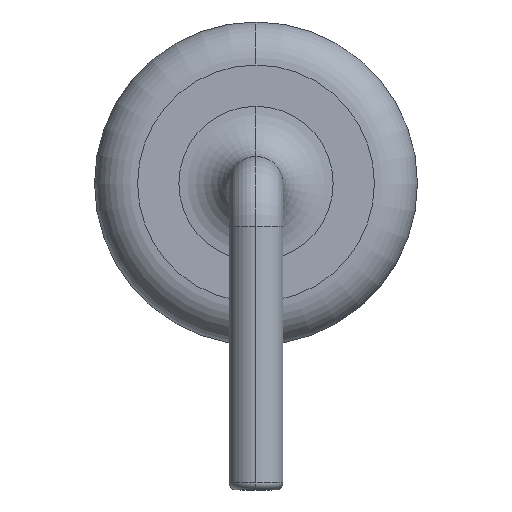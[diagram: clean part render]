
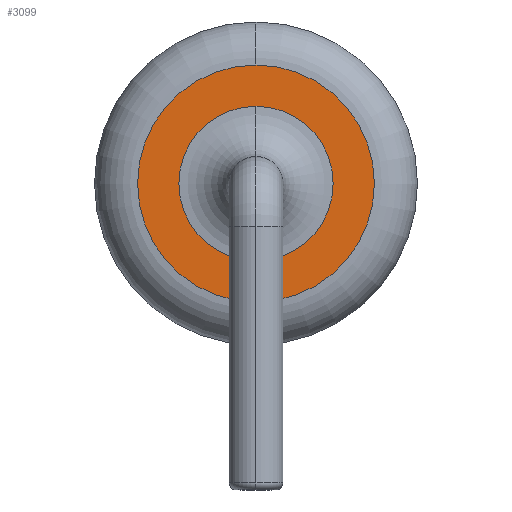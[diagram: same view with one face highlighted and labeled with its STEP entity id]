
A CAD part, left-side view. The second image highlights one B-rep face of the part: STEP entity #3099.
In plain terms, the highlighted planar face has unit normal (-1, 0, 0).
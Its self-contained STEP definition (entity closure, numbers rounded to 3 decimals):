
#285 = ORIENTED_EDGE ( 'NONE', *, *, #7822, .T. ) ;
#788 = CARTESIAN_POINT ( 'NONE',  ( -5.5, 0., 2.27 ) ) ;
#840 = DIRECTION ( 'NONE',  ( 1., 0., 0. ) ) ;
#971 = EDGE_CURVE ( 'NONE', #8068, #9540, #12055, .T. ) ;
#1101 = CIRCLE ( 'NONE', #6107, 1.65 ) ;
#1291 = VERTEX_POINT ( 'NONE', #10621 ) ;
#1305 = CIRCLE ( 'NONE', #7446, 1.65 ) ;
#1882 = EDGE_CURVE ( 'NONE', #5981, #1291, #1305, .T. ) ;
#2523 = CIRCLE ( 'NONE', #12734, 1.075 ) ;
#3099 = ADVANCED_FACE ( 'NONE', ( #12500, #7995 ), #8138, .F. ) ;
#3706 = DIRECTION ( 'NONE',  ( 0., 0., -1. ) ) ;
#4350 = CARTESIAN_POINT ( 'NONE',  ( -5.5, 0., 2.27 ) ) ;
#4434 = DIRECTION ( 'NONE',  ( 0., 0., -1. ) ) ;
#4454 = CARTESIAN_POINT ( 'NONE',  ( -5.5, 0., 2.27 ) ) ;
#4900 = DIRECTION ( 'NONE',  ( 1., 0., 0. ) ) ;
#5517 = ORIENTED_EDGE ( 'NONE', *, *, #971, .T. ) ;
#5686 = EDGE_LOOP ( 'NONE', ( #5517, #6527 ) ) ;
#5981 = VERTEX_POINT ( 'NONE', #11008 ) ;
#6107 = AXIS2_PLACEMENT_3D ( 'NONE', #4454, #11867, #11959 ) ;
#6304 = CARTESIAN_POINT ( 'NONE',  ( -5.5, 0., 1.195 ) ) ;
#6527 = ORIENTED_EDGE ( 'NONE', *, *, #10078, .T. ) ;
#7446 = AXIS2_PLACEMENT_3D ( 'NONE', #4350, #12928, #4434 ) ;
#7822 = EDGE_CURVE ( 'NONE', #1291, #5981, #1101, .T. ) ;
#7995 = FACE_OUTER_BOUND ( 'NONE', #13335, .T. ) ;
#8068 = VERTEX_POINT ( 'NONE', #6304 ) ;
#8138 = PLANE ( 'NONE',  #9771 ) ;
#8145 = AXIS2_PLACEMENT_3D ( 'NONE', #788, #12684, #11663 ) ;
#9540 = VERTEX_POINT ( 'NONE', #12414 ) ;
#9771 = AXIS2_PLACEMENT_3D ( 'NONE', #10294, #4900, #3706 ) ;
#10078 = EDGE_CURVE ( 'NONE', #9540, #8068, #2523, .T. ) ;
#10294 = CARTESIAN_POINT ( 'NONE',  ( -5.5, 0., 2.27 ) ) ;
#10594 = DIRECTION ( 'NONE',  ( 0., 0., -1. ) ) ;
#10621 = CARTESIAN_POINT ( 'NONE',  ( -5.5, 0., 0.62 ) ) ;
#11008 = CARTESIAN_POINT ( 'NONE',  ( -5.5, 0., 3.92 ) ) ;
#11663 = DIRECTION ( 'NONE',  ( 0., 0., -1. ) ) ;
#11867 = DIRECTION ( 'NONE',  ( -1., 0., 0. ) ) ;
#11959 = DIRECTION ( 'NONE',  ( 0., 0., -1. ) ) ;
#12055 = CIRCLE ( 'NONE', #8145, 1.075 ) ;
#12414 = CARTESIAN_POINT ( 'NONE',  ( -5.5, 0., 3.345 ) ) ;
#12500 = FACE_BOUND ( 'NONE', #5686, .T. ) ;
#12501 = ORIENTED_EDGE ( 'NONE', *, *, #1882, .T. ) ;
#12641 = CARTESIAN_POINT ( 'NONE',  ( -5.5, 0., 2.27 ) ) ;
#12684 = DIRECTION ( 'NONE',  ( 1., 0., 0. ) ) ;
#12734 = AXIS2_PLACEMENT_3D ( 'NONE', #12641, #840, #10594 ) ;
#12928 = DIRECTION ( 'NONE',  ( -1., 0., 0. ) ) ;
#13335 = EDGE_LOOP ( 'NONE', ( #285, #12501 ) ) ;
